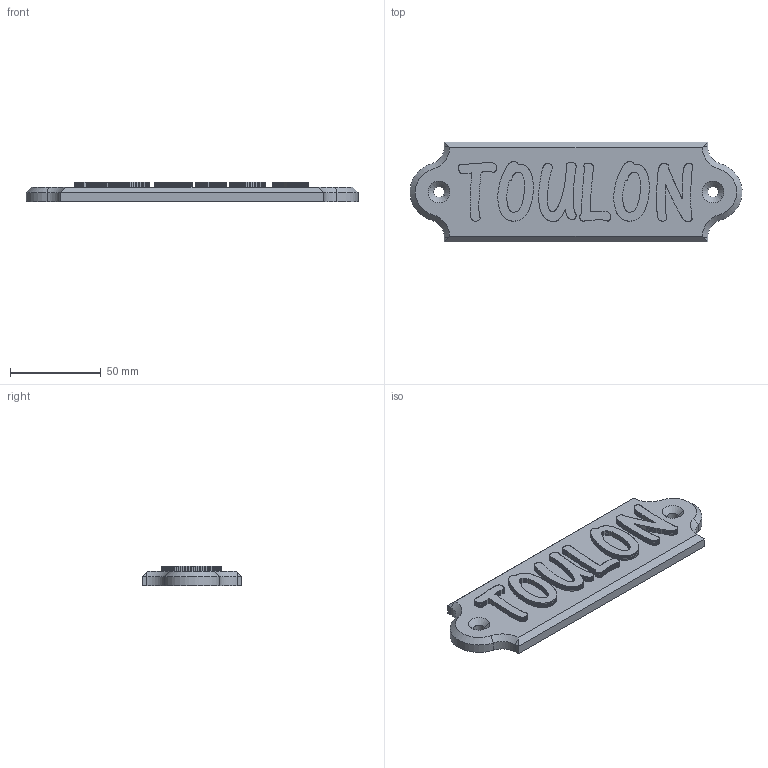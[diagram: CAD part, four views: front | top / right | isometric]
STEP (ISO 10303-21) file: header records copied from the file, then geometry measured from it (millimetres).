
FILE_DESCRIPTION(('CATIA V5 STEP Exchange'),'2;1');
FILE_NAME('DET1016-A_PORT ATTACHE.stp','2022-06-09T06:25:27+00:00',('none'),('none'),'CATIA Version 5 Release 19 SP 5 (IN-10)','CATIA V5 STEP AP203','none');
FILE_SCHEMA(('CONFIG_CONTROL_DESIGN'));
Length unit declared in the file: millimetre
Products named in the file (1): NOM BATEAU
Bounding box: 182.88 x 55 x 11 mm (x, y, z)
Volume: 75279.4 mm3; surface area: 23250 mm2
Topology: 1 solids, 1 shells, 2164 faces, 6446 edges, 4292 vertices
Faces by surface type: plane 2144, cone 10, cylinder 10
Entity records: 71027 total; most frequent: CARTESIAN_POINT 12906, ORIENTED_EDGE 12892, DIRECTION 10740, EDGE_CURVE 6446, VECTOR 6408, LINE 6408, VERTEX_POINT 4292, AXIS2_PLACEMENT_3D 2182
